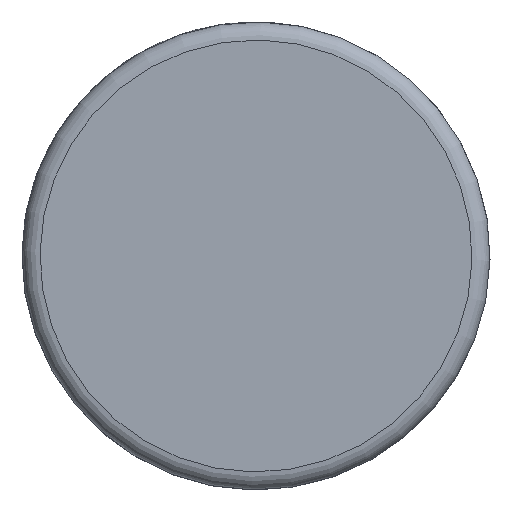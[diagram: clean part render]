
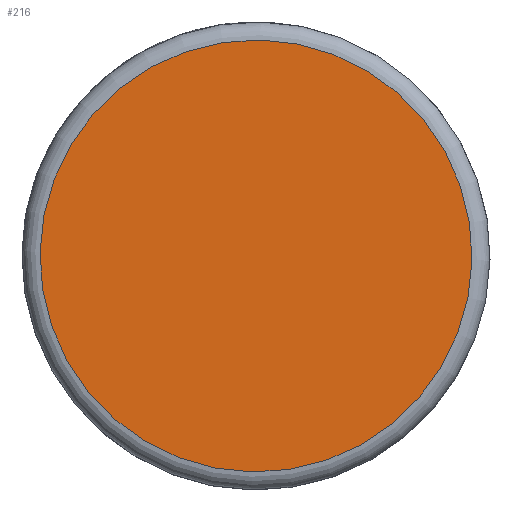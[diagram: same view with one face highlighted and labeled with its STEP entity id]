
A CAD part, left-side view. The second image highlights one B-rep face of the part: STEP entity #216.
In plain terms, the highlighted planar face has unit normal (-1, 0, 0).
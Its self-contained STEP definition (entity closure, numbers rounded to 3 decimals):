
#147 = TOROIDAL_SURFACE('',#148,3.,0.25);
#148 = AXIS2_PLACEMENT_3D('',#149,#150,#151);
#149 = CARTESIAN_POINT('',(-0.05,0.,0.
    ));
#150 = DIRECTION('',(-1.,0.,0.));
#151 = DIRECTION('',(0.,-0.856,-0.517)
  );
#163 = EDGE_CURVE('',#164,#164,#166,.T.);
#164 = VERTEX_POINT('',#165);
#165 = CARTESIAN_POINT('',(-0.3,-1.551,2.568));
#166 = SURFACE_CURVE('',#167,(#172,#178),.PCURVE_S1.);
#167 = CIRCLE('',#168,3.);
#168 = AXIS2_PLACEMENT_3D('',#169,#170,#171);
#169 = CARTESIAN_POINT('',(-0.3,0.,0.));
#170 = DIRECTION('',(-1.,0.,0.));
#171 = DIRECTION('',(0.,-0.517,0.856)
  );
#172 = PCURVE('',#147,#173);
#173 = DEFINITIONAL_REPRESENTATION('',(#174),#177);
#174 = B_SPLINE_CURVE_WITH_KNOTS('',1,(#175,#176),.UNSPECIFIED.,.F.,.F.,
  (2,2),(0.,6.283),.PIECEWISE_BEZIER_KNOTS.);
#175 = CARTESIAN_POINT('',(1.571,7.854));
#176 = CARTESIAN_POINT('',(7.854,7.854));
#177 = ( GEOMETRIC_REPRESENTATION_CONTEXT(2) 
PARAMETRIC_REPRESENTATION_CONTEXT() REPRESENTATION_CONTEXT('2D SPACE',''
  ) );
#178 = PCURVE('',#179,#184);
#179 = PLANE('',#180);
#180 = AXIS2_PLACEMENT_3D('',#181,#182,#183);
#181 = CARTESIAN_POINT('',(-0.3,-0.776,1.284));
#182 = DIRECTION('',(-1.,0.,0.));
#183 = DIRECTION('',(0.,-0.856,-0.517)
  );
#184 = DEFINITIONAL_REPRESENTATION('',(#185),#189);
#185 = CIRCLE('',#186,3.);
#186 = AXIS2_PLACEMENT_2D('',#187,#188);
#187 = CARTESIAN_POINT('',(0.,-1.5));
#188 = DIRECTION('',(0.,1.));
#189 = ( GEOMETRIC_REPRESENTATION_CONTEXT(2) 
PARAMETRIC_REPRESENTATION_CONTEXT() REPRESENTATION_CONTEXT('2D SPACE',''
  ) );
#216 = ADVANCED_FACE('',(#217),#179,.T.);
#217 = FACE_BOUND('',#218,.T.);
#218 = EDGE_LOOP('',(#219));
#219 = ORIENTED_EDGE('',*,*,#163,.T.);
